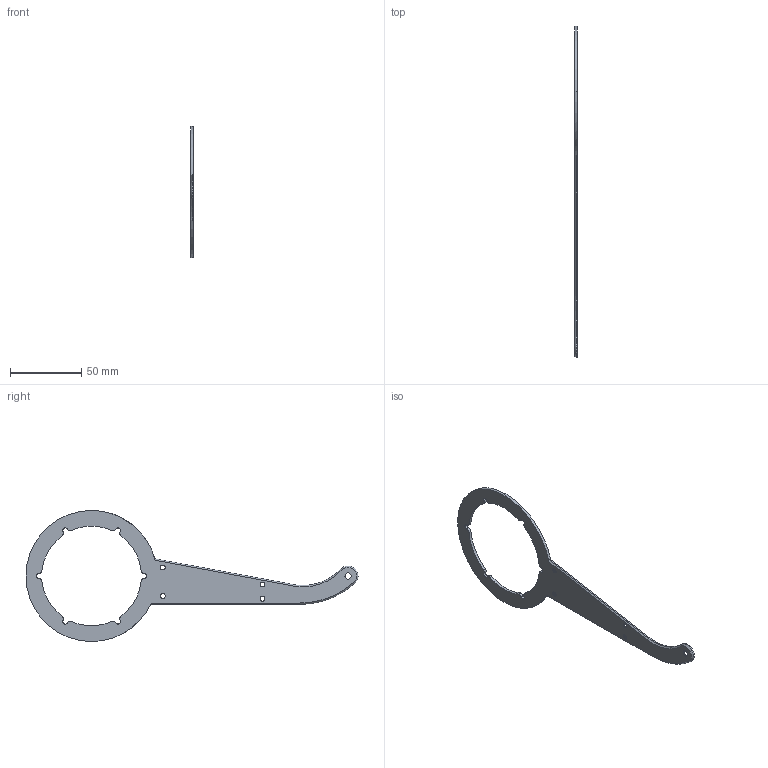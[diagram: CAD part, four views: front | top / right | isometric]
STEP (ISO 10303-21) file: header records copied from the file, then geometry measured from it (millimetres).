
FILE_DESCRIPTION (( 'STEP AP214' ), '1' );
FILE_NAME ('囀耜翋抯啣.STEP', '2023-04-09T12:11:54', ( '' ), ( '' ), 'SwSTEP 2.0', 'SolidWorks 2021', '' );
FILE_SCHEMA (( 'AUTOMOTIVE_DESIGN' ));
Length unit declared in the file: millimetre
Products named in the file (1): 囀耜翋抯啣
Bounding box: 2 x 233 x 92 mm (x, y, z)
Volume: 10730.7 mm3; surface area: 12676.7 mm2
Topology: 1 solids, 1 shells, 70 faces, 185 edges, 122 vertices
Faces by surface type: cylinder 56, plane 11, cone 3
Entity records: 2291 total; most frequent: DIRECTION 439, CARTESIAN_POINT 387, ORIENTED_EDGE 370, AXIS2_PLACEMENT_3D 186, EDGE_CURVE 185, VERTEX_POINT 122, CIRCLE 115, EDGE_LOOP 87
